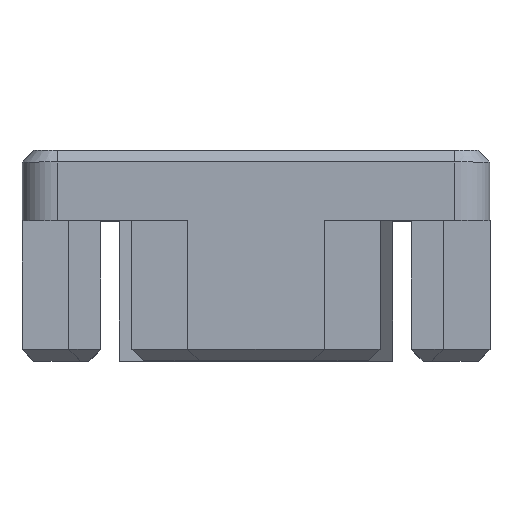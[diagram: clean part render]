
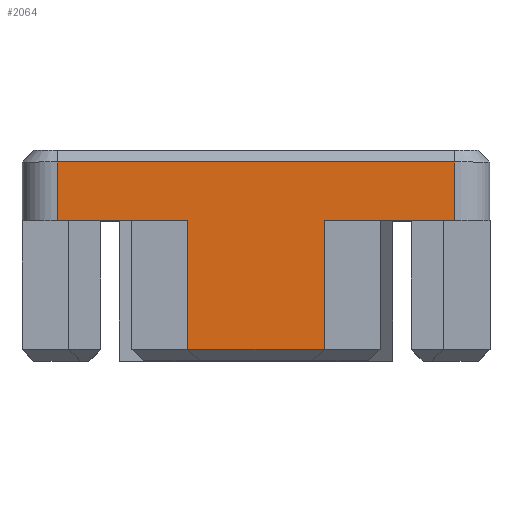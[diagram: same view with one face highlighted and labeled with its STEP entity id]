
A CAD part, top view. The second image highlights one B-rep face of the part: STEP entity #2064.
In plain terms, the highlighted planar face has unit normal (0, 0, 1).
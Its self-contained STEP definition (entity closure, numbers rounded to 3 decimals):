
#106=FACE_OUTER_BOUND('',#228,.T.);
#228=EDGE_LOOP('',(#1586,#1587,#1588,#1589,#1590,#1591,#1592,#1593));
#438=LINE('',#3112,#715);
#465=LINE('',#3165,#742);
#467=LINE('',#3169,#744);
#468=LINE('',#3171,#745);
#469=LINE('',#3173,#746);
#470=LINE('',#3175,#747);
#471=LINE('',#3177,#748);
#472=LINE('',#3178,#749);
#715=VECTOR('',#2519,10.);
#742=VECTOR('',#2566,10.);
#744=VECTOR('',#2570,10.);
#745=VECTOR('',#2571,10.);
#746=VECTOR('',#2572,10.);
#747=VECTOR('',#2573,10.);
#748=VECTOR('',#2574,10.);
#749=VECTOR('',#2575,10.);
#944=VERTEX_POINT('',#3109);
#945=VERTEX_POINT('',#3111);
#961=VERTEX_POINT('',#3164);
#962=VERTEX_POINT('',#3168);
#963=VERTEX_POINT('',#3170);
#964=VERTEX_POINT('',#3172);
#965=VERTEX_POINT('',#3174);
#966=VERTEX_POINT('',#3176);
#1166=EDGE_CURVE('',#944,#945,#438,.T.);
#1193=EDGE_CURVE('',#961,#945,#465,.T.);
#1195=EDGE_CURVE('',#962,#944,#467,.T.);
#1196=EDGE_CURVE('',#962,#963,#468,.T.);
#1197=EDGE_CURVE('',#964,#963,#469,.T.);
#1198=EDGE_CURVE('',#965,#964,#470,.T.);
#1199=EDGE_CURVE('',#966,#965,#471,.T.);
#1200=EDGE_CURVE('',#966,#961,#472,.T.);
#1586=ORIENTED_EDGE('',*,*,#1166,.F.);
#1587=ORIENTED_EDGE('',*,*,#1195,.F.);
#1588=ORIENTED_EDGE('',*,*,#1196,.T.);
#1589=ORIENTED_EDGE('',*,*,#1197,.F.);
#1590=ORIENTED_EDGE('',*,*,#1198,.F.);
#1591=ORIENTED_EDGE('',*,*,#1199,.F.);
#1592=ORIENTED_EDGE('',*,*,#1200,.T.);
#1593=ORIENTED_EDGE('',*,*,#1193,.T.);
#1950=PLANE('',#2188);
#2064=ADVANCED_FACE('',(#106),#1950,.T.);
#2188=AXIS2_PLACEMENT_3D('',#3167,#2568,#2569);
#2519=DIRECTION('',(-1.,0.,0.));
#2566=DIRECTION('',(0.,-1.,0.));
#2568=DIRECTION('center_axis',(0.,0.,1.));
#2569=DIRECTION('ref_axis',(1.,0.,0.));
#2570=DIRECTION('',(0.,-1.,0.));
#2571=DIRECTION('',(1.,0.,0.));
#2572=DIRECTION('',(0.,-1.,0.));
#2573=DIRECTION('',(1.,0.,0.));
#2574=DIRECTION('',(0.,1.,0.));
#2575=DIRECTION('',(1.,0.,0.));
#3109=CARTESIAN_POINT('',(2.925,-5.5,10.));
#3111=CARTESIAN_POINT('',(-2.925,-5.5,10.));
#3112=CARTESIAN_POINT('',(-5.,-5.5,10.));
#3164=CARTESIAN_POINT('',(-2.925,0.,10.));
#3165=CARTESIAN_POINT('',(-2.925,0.,10.));
#3167=CARTESIAN_POINT('Origin',(-10.,0.,10.));
#3168=CARTESIAN_POINT('',(2.925,0.,10.));
#3169=CARTESIAN_POINT('',(2.925,0.,10.));
#3170=CARTESIAN_POINT('',(8.5,0.,10.));
#3171=CARTESIAN_POINT('',(-10.,0.,10.));
#3172=CARTESIAN_POINT('',(8.5,2.5,10.));
#3173=CARTESIAN_POINT('',(8.5,0.,10.));
#3174=CARTESIAN_POINT('',(-8.5,2.5,10.));
#3175=CARTESIAN_POINT('',(-5.,2.5,10.));
#3176=CARTESIAN_POINT('',(-8.5,0.,10.));
#3177=CARTESIAN_POINT('',(-8.5,0.,10.));
#3178=CARTESIAN_POINT('',(-10.,0.,10.));
